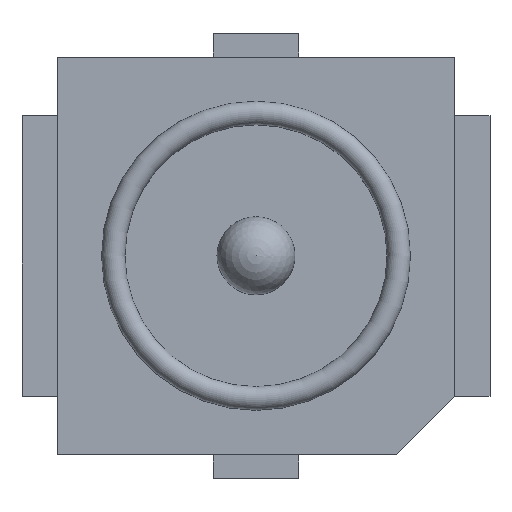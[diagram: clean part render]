
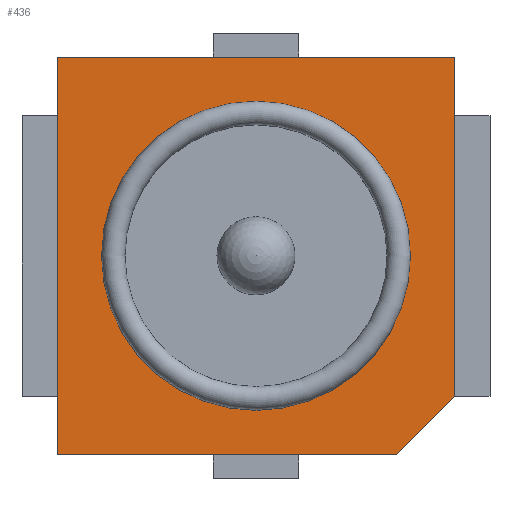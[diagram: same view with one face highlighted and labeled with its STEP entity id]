
A CAD part, top view. The second image highlights one B-rep face of the part: STEP entity #436.
In plain terms, the highlighted planar face has unit normal (0, 0, 1).
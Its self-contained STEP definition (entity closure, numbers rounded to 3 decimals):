
#182 = VERTEX_POINT('',#183);
#183 = CARTESIAN_POINT('',(1.275,1.275,0.35));
#189 = EDGE_CURVE('',#182,#190,#192,.T.);
#190 = VERTEX_POINT('',#191);
#191 = CARTESIAN_POINT('',(1.275,-0.9,0.35));
#192 = LINE('',#193,#194);
#193 = CARTESIAN_POINT('',(1.275,1.275,0.35));
#194 = VECTOR('',#195,1.);
#195 = DIRECTION('',(0.,-1.,0.));
#395 = VERTEX_POINT('',#396);
#396 = CARTESIAN_POINT('',(-1.275,1.275,0.35));
#402 = EDGE_CURVE('',#395,#182,#403,.T.);
#403 = LINE('',#404,#405);
#404 = CARTESIAN_POINT('',(-1.275,1.275,0.35));
#405 = VECTOR('',#406,1.);
#406 = DIRECTION('',(1.,0.,0.));
#436 = ADVANCED_FACE('',(#437,#463),#474,.T.);
#437 = FACE_BOUND('',#438,.T.);
#438 = EDGE_LOOP('',(#439,#449,#455,#456,#457));
#439 = ORIENTED_EDGE('',*,*,#440,.F.);
#440 = EDGE_CURVE('',#441,#443,#445,.T.);
#441 = VERTEX_POINT('',#442);
#442 = CARTESIAN_POINT('',(0.9,-1.275,0.35));
#443 = VERTEX_POINT('',#444);
#444 = CARTESIAN_POINT('',(-1.275,-1.275,0.35));
#445 = LINE('',#446,#447);
#446 = CARTESIAN_POINT('',(0.9,-1.275,0.35));
#447 = VECTOR('',#448,1.);
#448 = DIRECTION('',(-1.,0.,0.));
#449 = ORIENTED_EDGE('',*,*,#450,.T.);
#450 = EDGE_CURVE('',#441,#190,#451,.T.);
#451 = LINE('',#452,#453);
#452 = CARTESIAN_POINT('',(0.9,-1.275,0.35));
#453 = VECTOR('',#454,1.);
#454 = DIRECTION('',(0.707,0.707,0.));
#455 = ORIENTED_EDGE('',*,*,#189,.F.);
#456 = ORIENTED_EDGE('',*,*,#402,.F.);
#457 = ORIENTED_EDGE('',*,*,#458,.F.);
#458 = EDGE_CURVE('',#443,#395,#459,.T.);
#459 = LINE('',#460,#461);
#460 = CARTESIAN_POINT('',(-1.275,-1.275,0.35));
#461 = VECTOR('',#462,1.);
#462 = DIRECTION('',(0.,1.,0.));
#463 = FACE_BOUND('',#464,.T.);
#464 = EDGE_LOOP('',(#465));
#465 = ORIENTED_EDGE('',*,*,#466,.F.);
#466 = EDGE_CURVE('',#467,#467,#469,.T.);
#467 = VERTEX_POINT('',#468);
#468 = CARTESIAN_POINT('',(0.99,0.,0.35));
#469 = CIRCLE('',#470,0.99);
#470 = AXIS2_PLACEMENT_3D('',#471,#472,#473);
#471 = CARTESIAN_POINT('',(0.,0.,0.35));
#472 = DIRECTION('',(0.,0.,1.));
#473 = DIRECTION('',(1.,0.,0.));
#474 = PLANE('',#475);
#475 = AXIS2_PLACEMENT_3D('',#476,#477,#478);
#476 = CARTESIAN_POINT('',(0.9,-1.275,0.35));
#477 = DIRECTION('',(0.,0.,1.));
#478 = DIRECTION('',(1.,0.,0.));
